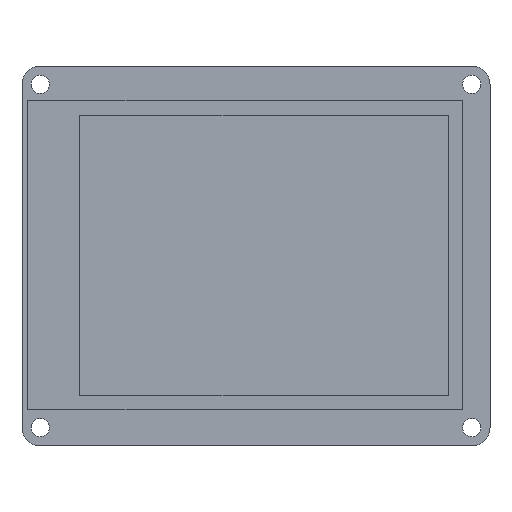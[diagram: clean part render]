
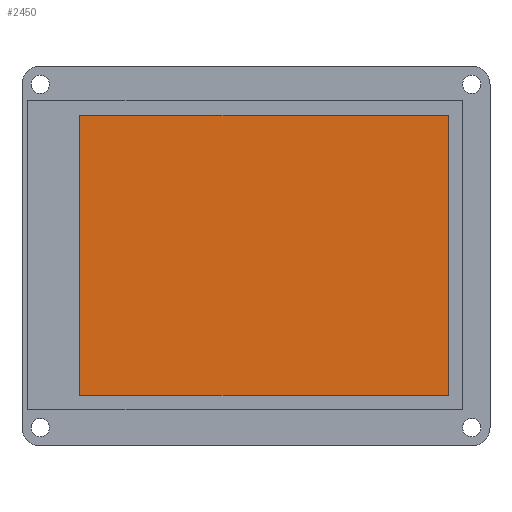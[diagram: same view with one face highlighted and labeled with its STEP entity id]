
A CAD part, top view. The second image highlights one B-rep face of the part: STEP entity #2450.
In plain terms, the highlighted planar face has unit normal (0, 0, 1).
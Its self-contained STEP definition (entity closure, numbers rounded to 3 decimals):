
#194=PLANE('',#2764);
#368=FACE_OUTER_BOUND('',#607,.T.);
#607=EDGE_LOOP('',(#2185,#2186,#2187,#2188));
#767=LINE('',#4200,#941);
#771=LINE('',#4207,#945);
#774=LINE('',#4213,#948);
#776=LINE('',#4216,#950);
#941=VECTOR('',#3517,10.);
#945=VECTOR('',#3523,10.);
#948=VECTOR('',#3528,10.);
#950=VECTOR('',#3532,10.);
#1285=VERTEX_POINT('',#4197);
#1286=VERTEX_POINT('',#4199);
#1288=VERTEX_POINT('',#4205);
#1290=VERTEX_POINT('',#4211);
#1583=EDGE_CURVE('',#1285,#1286,#767,.T.);
#1587=EDGE_CURVE('',#1288,#1285,#771,.T.);
#1590=EDGE_CURVE('',#1290,#1288,#774,.T.);
#1592=EDGE_CURVE('',#1286,#1290,#776,.T.);
#2185=ORIENTED_EDGE('',*,*,#1592,.F.);
#2186=ORIENTED_EDGE('',*,*,#1583,.F.);
#2187=ORIENTED_EDGE('',*,*,#1587,.F.);
#2188=ORIENTED_EDGE('',*,*,#1590,.F.);
#2450=ADVANCED_FACE('',(#368),#194,.F.);
#2764=AXIS2_PLACEMENT_3D('',#4217,#3533,#3534);
#3517=DIRECTION('',(0.,-1.,0.));
#3523=DIRECTION('',(1.,0.,0.));
#3528=DIRECTION('',(0.,1.,0.));
#3532=DIRECTION('',(-1.,0.,0.));
#3533=DIRECTION('center_axis',(0.,0.,-1.));
#3534=DIRECTION('ref_axis',(-1.,0.,0.));
#4197=CARTESIAN_POINT('',(59.,45.778,5.3));
#4199=CARTESIAN_POINT('',(59.,6.978,5.3));
#4200=CARTESIAN_POINT('',(59.,45.778,5.3));
#4205=CARTESIAN_POINT('',(8.,45.778,5.3));
#4207=CARTESIAN_POINT('',(8.,45.778,5.3));
#4211=CARTESIAN_POINT('',(8.,6.978,5.3));
#4213=CARTESIAN_POINT('',(8.,6.978,5.3));
#4216=CARTESIAN_POINT('',(59.,6.978,5.3));
#4217=CARTESIAN_POINT('Origin',(33.5,26.378,5.3));
